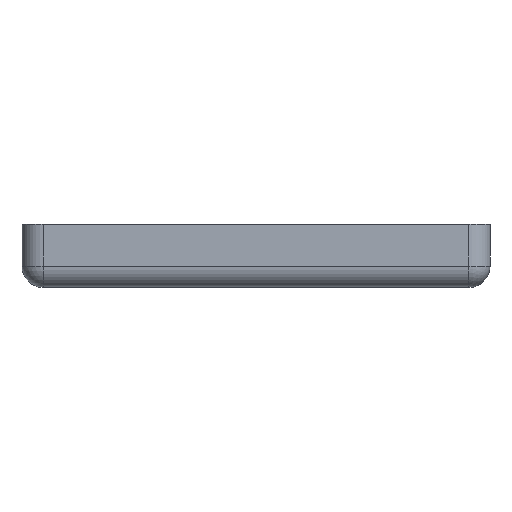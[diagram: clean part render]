
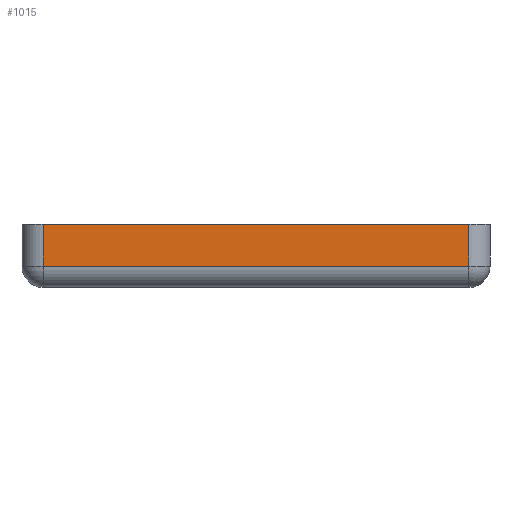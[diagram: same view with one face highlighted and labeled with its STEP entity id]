
A CAD part, front view. The second image highlights one B-rep face of the part: STEP entity #1015.
In plain terms, the highlighted planar face has unit normal (0, -1, 0).
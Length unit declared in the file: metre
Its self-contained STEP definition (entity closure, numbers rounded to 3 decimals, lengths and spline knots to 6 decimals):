
#212=ORIENTED_EDGE('',*,*,#412,.F.);
#213=ORIENTED_EDGE('',*,*,#479,.T.);
#214=ORIENTED_EDGE('',*,*,#480,.T.);
#215=ORIENTED_EDGE('',*,*,#481,.T.);
#412=EDGE_CURVE('',#556,#557,#649,.T.);
#479=EDGE_CURVE('',#556,#605,#695,.T.);
#480=EDGE_CURVE('',#605,#606,#696,.T.);
#481=EDGE_CURVE('',#606,#557,#697,.F.);
#556=VERTEX_POINT('',#1558);
#557=VERTEX_POINT('',#1560);
#605=VERTEX_POINT('',#1689);
#606=VERTEX_POINT('',#1691);
#649=LINE('',#1559,#733);
#695=LINE('',#1688,#779);
#696=LINE('',#1690,#780);
#697=LINE('',#1692,#781);
#733=VECTOR('',#1227,1.);
#779=VECTOR('',#1343,1.);
#780=VECTOR('',#1344,1.);
#781=VECTOR('',#1345,1.);
#822=EDGE_LOOP('',(#212,#213,#214,#215));
#904=FACE_BOUND('',#822,.T.);
#982=PLANE('',#1117);
#1015=ADVANCED_FACE('',(#904),#982,.F.);
#1117=AXIS2_PLACEMENT_3D('',#1687,#1341,#1342);
#1227=DIRECTION('',(1.,0.,0.));
#1341=DIRECTION('',(0.,1.,0.));
#1342=DIRECTION('',(0.,0.,1.));
#1343=DIRECTION('',(0.,0.,-1.));
#1344=DIRECTION('',(1.,0.,0.));
#1345=DIRECTION('',(0.,0.,-1.));
#1558=CARTESIAN_POINT('',(-0.019876,-0.01,0.01475));
#1559=CARTESIAN_POINT('',(0.029624,-0.01,0.01475));
#1560=CARTESIAN_POINT('',(0.079124,-0.01,0.01475));
#1687=CARTESIAN_POINT('',(0.029624,-0.01,0.0025));
#1688=CARTESIAN_POINT('',(-0.019876,-0.01,0.0025));
#1689=CARTESIAN_POINT('',(-0.019876,-0.01,0.005));
#1690=CARTESIAN_POINT('',(0.029624,-0.01,0.005));
#1691=CARTESIAN_POINT('',(0.079124,-0.01,0.005));
#1692=CARTESIAN_POINT('',(0.079124,-0.01,0.01475));
